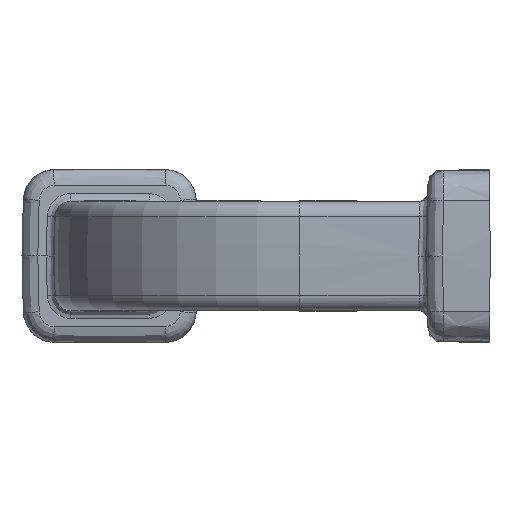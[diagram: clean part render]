
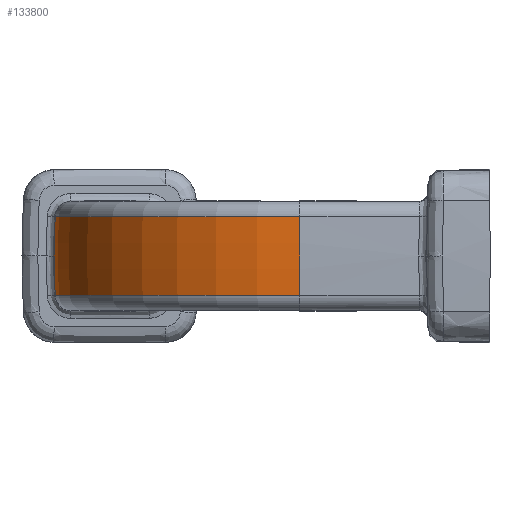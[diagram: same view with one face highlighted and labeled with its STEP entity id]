
A CAD part, left-side view. The second image highlights one B-rep face of the part: STEP entity #133800.
In plain terms, the highlighted toroidal (fillet/blend) face has major radius 42.35 mm and minor radius 57.85 mm.
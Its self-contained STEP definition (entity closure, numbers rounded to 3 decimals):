
#116840=CARTESIAN_POINT('',(54.35,12.,-6.));
#116850=DIRECTION('',(0.,1.,0.));
#116860=DIRECTION('',(-1.,0.,0.));
#116870=AXIS2_PLACEMENT_3D('',#116840,#116850,#116860);
#116880=CIRCLE('',#116870,57.85);
#116890=CARTESIAN_POINT('',(-3.446,12.,-8.49));
#116900=VERTEX_POINT('',#116890);
#116910=CARTESIAN_POINT('',(-3.446,12.,-3.51));
#116920=VERTEX_POINT('',#116910);
#116930=EDGE_CURVE('',#116900,#116920,#116880,.T.);
#133470=CARTESIAN_POINT('',(12.,12.,-6.));
#133480=DIRECTION('',(0.,0.,-1.));
#133490=DIRECTION('',(-1.,0.,0.));
#133500=AXIS2_PLACEMENT_3D('',#133470,#133480,#133490);
#133510=DEGENERATE_TOROIDAL_SURFACE('',#133500,42.35,
57.85,.F.);
#133520=CARTESIAN_POINT('',(12.,12.,-3.51));
#133530=DIRECTION('',(0.,0.,-1.));
#133540=DIRECTION('',(-1.,0.,0.));
#133550=AXIS2_PLACEMENT_3D('',#133520,#133530,#133540);
#133560=CIRCLE('',#133550,15.446);
#133570=CARTESIAN_POINT('',(12.,27.446,-3.51));
#133580=VERTEX_POINT('',#133570);
#133590=EDGE_CURVE('',#116920,#133580,#133560,.T.);
#133600=ORIENTED_EDGE('',*,*,#133590,.T.);
#133610=ORIENTED_EDGE('',*,*,#116930,.T.);
#133620=CARTESIAN_POINT('',(12.,12.,-8.49));
#133630=DIRECTION('',(0.,0.,-1.));
#133640=DIRECTION('',(-1.,0.,0.));
#133650=AXIS2_PLACEMENT_3D('',#133620,#133630,#133640);
#133660=CIRCLE('',#133650,15.446);
#133670=CARTESIAN_POINT('',(12.,27.446,-8.49));
#133680=VERTEX_POINT('',#133670);
#133690=EDGE_CURVE('',#116900,#133680,#133660,.T.);
#133700=ORIENTED_EDGE('',*,*,#133690,.F.);
#133710=CARTESIAN_POINT('',(12.,-30.35,-6.));
#133720=DIRECTION('',(1.,0.,0.));
#133730=DIRECTION('',(0.,1.,0.));
#133740=AXIS2_PLACEMENT_3D('',#133710,#133720,#133730);
#133750=CIRCLE('',#133740,57.85);
#133760=EDGE_CURVE('',#133680,#133580,#133750,.T.);
#133770=ORIENTED_EDGE('',*,*,#133760,.F.);
#133780=EDGE_LOOP('',(#133770,#133700,#133610,#133600));
#133790=FACE_OUTER_BOUND('',#133780,.T.);
#133800=ADVANCED_FACE('',(#133790),#133510,.F.);
